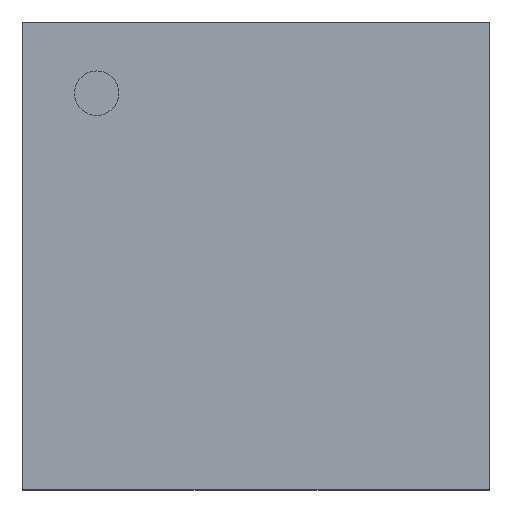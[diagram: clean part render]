
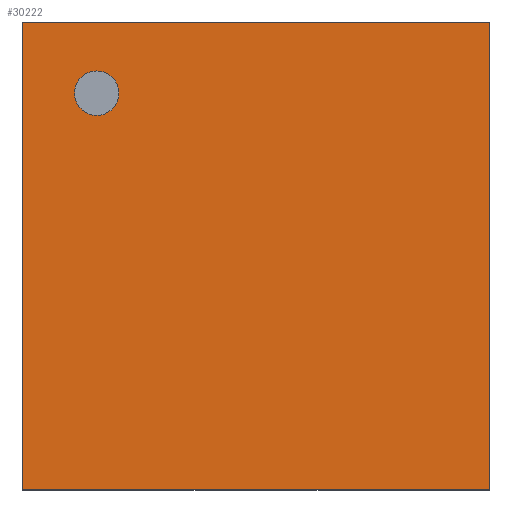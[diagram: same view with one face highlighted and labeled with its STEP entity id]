
A CAD part, top view. The second image highlights one B-rep face of the part: STEP entity #30222.
In plain terms, the highlighted planar face has unit normal (0, 0, 1).
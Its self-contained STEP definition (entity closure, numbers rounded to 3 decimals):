
#83 = ORIENTED_EDGE ( 'NONE', *, *, #21030, .F. ) ;
#305 = FACE_BOUND ( 'NONE', #17922, .T. ) ;
#605 = AXIS2_PLACEMENT_3D ( 'NONE', #5320, #33588, #9780 ) ;
#1942 = EDGE_CURVE ( 'NONE', #27037, #33023, #20175, .T. ) ;
#3715 = VERTEX_POINT ( 'NONE', #36114 ) ;
#3801 = LINE ( 'NONE', #16382, #9357 ) ;
#4320 = CARTESIAN_POINT ( 'NONE',  ( 0.448, 3.391, 0.8 ) ) ;
#4688 = DIRECTION ( 'NONE',  ( 0., -1., 0. ) ) ;
#4779 = ORIENTED_EDGE ( 'NONE', *, *, #37545, .F. ) ;
#5320 = CARTESIAN_POINT ( 'NONE',  ( 0., 0., 0.8 ) ) ;
#6210 = DIRECTION ( 'NONE',  ( 0., 0., 1. ) ) ;
#8707 = CIRCLE ( 'NONE', #43202, 0.19 ) ;
#9038 = PLANE ( 'NONE',  #605 ) ;
#9357 = VECTOR ( 'NONE', #24402, 1000. ) ;
#9775 = CARTESIAN_POINT ( 'NONE',  ( 0.638, 3.391, 0.8 ) ) ;
#9780 = DIRECTION ( 'NONE',  ( -1., 0., 0. ) ) ;
#12623 = EDGE_CURVE ( 'NONE', #3715, #34734, #8707, .T. ) ;
#14596 = CIRCLE ( 'NONE', #43018, 0.19 ) ;
#15240 = VERTEX_POINT ( 'NONE', #42968 ) ;
#15342 = DIRECTION ( 'NONE',  ( -1., 0., 0. ) ) ;
#15572 = ORIENTED_EDGE ( 'NONE', *, *, #1942, .F. ) ;
#16382 = CARTESIAN_POINT ( 'NONE',  ( 0., 4., 0.8 ) ) ;
#17922 = EDGE_LOOP ( 'NONE', ( #4779, #35618 ) ) ;
#18047 = LINE ( 'NONE', #39759, #31378 ) ;
#18295 = VERTEX_POINT ( 'NONE', #45195 ) ;
#19030 = LINE ( 'NONE', #21584, #25099 ) ;
#20064 = EDGE_CURVE ( 'NONE', #18295, #15240, #19030, .T. ) ;
#20175 = LINE ( 'NONE', #22656, #26805 ) ;
#20752 = EDGE_LOOP ( 'NONE', ( #41824, #45091, #15572, #83 ) ) ;
#21030 = EDGE_CURVE ( 'NONE', #15240, #27037, #3801, .T. ) ;
#21584 = CARTESIAN_POINT ( 'NONE',  ( 0., 0., 0.8 ) ) ;
#22435 = FACE_OUTER_BOUND ( 'NONE', #20752, .T. ) ;
#22656 = CARTESIAN_POINT ( 'NONE',  ( 4., 4., 0.8 ) ) ;
#24402 = DIRECTION ( 'NONE',  ( 1., 0., 0. ) ) ;
#25099 = VECTOR ( 'NONE', #25414, 1000. ) ;
#25414 = DIRECTION ( 'NONE',  ( 0., 1., 0. ) ) ;
#26805 = VECTOR ( 'NONE', #4688, 1000. ) ;
#27037 = VERTEX_POINT ( 'NONE', #41534 ) ;
#27229 = CARTESIAN_POINT ( 'NONE',  ( 4., 0., 0.8 ) ) ;
#30222 = ADVANCED_FACE ( 'NONE', ( #305, #22435 ), #9038, .F. ) ;
#31294 = DIRECTION ( 'NONE',  ( 0., 0., 1. ) ) ;
#31378 = VECTOR ( 'NONE', #15342, 1000. ) ;
#33023 = VERTEX_POINT ( 'NONE', #27229 ) ;
#33588 = DIRECTION ( 'NONE',  ( 0., 0., -1. ) ) ;
#34294 = EDGE_CURVE ( 'NONE', #33023, #18295, #18047, .T. ) ;
#34734 = VERTEX_POINT ( 'NONE', #4320 ) ;
#35618 = ORIENTED_EDGE ( 'NONE', *, *, #12623, .F. ) ;
#36114 = CARTESIAN_POINT ( 'NONE',  ( 0.828, 3.391, 0.8 ) ) ;
#37545 = EDGE_CURVE ( 'NONE', #34734, #3715, #14596, .T. ) ;
#38858 = DIRECTION ( 'NONE',  ( -1., 0., 0. ) ) ;
#39759 = CARTESIAN_POINT ( 'NONE',  ( 4., 0., 0.8 ) ) ;
#41534 = CARTESIAN_POINT ( 'NONE',  ( 4., 4., 0.8 ) ) ;
#41824 = ORIENTED_EDGE ( 'NONE', *, *, #20064, .F. ) ;
#42968 = CARTESIAN_POINT ( 'NONE',  ( 0., 4., 0.8 ) ) ;
#43018 = AXIS2_PLACEMENT_3D ( 'NONE', #9775, #6210, #45303 ) ;
#43202 = AXIS2_PLACEMENT_3D ( 'NONE', #45816, #31294, #38858 ) ;
#45091 = ORIENTED_EDGE ( 'NONE', *, *, #34294, .F. ) ;
#45195 = CARTESIAN_POINT ( 'NONE',  ( 0., 0., 0.8 ) ) ;
#45303 = DIRECTION ( 'NONE',  ( -1., 0., 0. ) ) ;
#45816 = CARTESIAN_POINT ( 'NONE',  ( 0.638, 3.391, 0.8 ) ) ;
